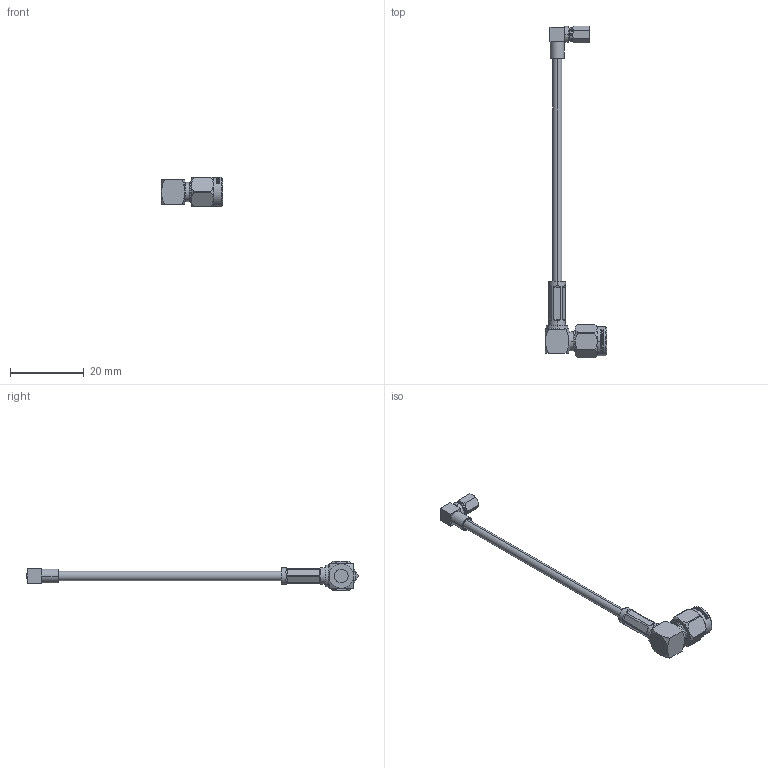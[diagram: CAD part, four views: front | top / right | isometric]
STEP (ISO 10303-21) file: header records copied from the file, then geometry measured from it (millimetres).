
FILE_DESCRIPTION (( 'STEP AP214' ), '1' );
FILE_NAME ('PE3C4408.step', '2020-04-20T18:43:28', ( '' ), ( '' ), 'SwSTEP 2.0', 'SolidWorks 2018', '' );
FILE_SCHEMA (( 'AUTOMOTIVE_DESIGN' ));
Length unit declared in the file: millimetre
Products named in the file (4): PE4009; PE3C4408; PE45382/FMCN1267(Ticket #1329)___; RG316-PROD_SP17516 3" LONG
Assembly tree (3 placements, depth 2):
  PE3C4408
    RG316-PROD_SP17516 3" LONG
    PE45382/FMCN1267(Ticket #1329)___
    PE4009
Bounding box: 16.51 x 89.74 x 7.94 mm (x, y, z)
Volume: 1265.9 mm3; surface area: 2291.9 mm2
Topology: 5 solids, 5 shells, 3728 faces, 7934 edges, 4251 vertices
Faces by surface type: bspline 2608, cylinder 670, plane 399, cone 47, torus 4
Entity records: 152080 total; most frequent: CARTESIAN_POINT 99683, ORIENTED_EDGE 15864, EDGE_CURVE 7932, VERTEX_POINT 4251, EDGE_LOOP 3769, FACE_OUTER_BOUND 3728, ADVANCED_FACE 3728, DIRECTION 3467
